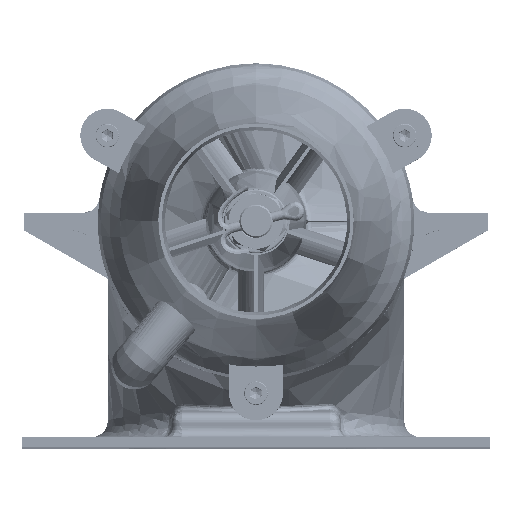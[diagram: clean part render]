
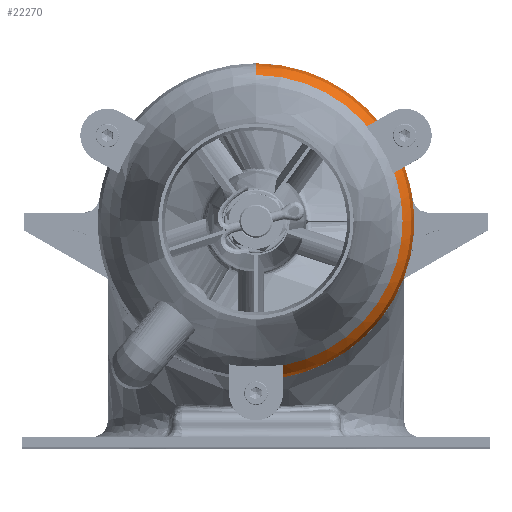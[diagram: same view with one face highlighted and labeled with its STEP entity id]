
A CAD part, top view. The second image highlights one B-rep face of the part: STEP entity #22270.
In plain terms, the highlighted free-form (B-spline) face has degree [2, 2] with [5, 3] control points.
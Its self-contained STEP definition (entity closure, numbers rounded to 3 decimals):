
#21858 = VERTEX_POINT('',#21859);
#21859 = CARTESIAN_POINT('',(-0.002,46.725,
    43.622));
#21864 = EDGE_CURVE('',#21865,#21858,#21867,.T.);
#21865 = VERTEX_POINT('',#21866);
#21866 = CARTESIAN_POINT('',(-0.002,50.322,
    51.481));
#21867 = ( BOUNDED_CURVE() B_SPLINE_CURVE(2,(#21868,#21869,#21870),
.UNSPECIFIED.,.F.,.F.) B_SPLINE_CURVE_WITH_KNOTS((3,3),(5.425,
6.283),.PIECEWISE_BEZIER_KNOTS.) CURVE() 
GEOMETRIC_REPRESENTATION_ITEM() RATIONAL_B_SPLINE_CURVE((1.,
0.909,1.)) REPRESENTATION_ITEM('') );
#21868 = CARTESIAN_POINT('',(-0.002,50.322,
    51.481));
#21869 = CARTESIAN_POINT('',(-0.002,46.725,
    48.375));
#21870 = CARTESIAN_POINT('',(-0.002,46.725,
    43.622));
#22068 = VERTEX_POINT('',#22069);
#22069 = CARTESIAN_POINT('',(-0.002,140.722,
    51.481));
#22075 = EDGE_CURVE('',#22076,#22068,#22078,.T.);
#22076 = VERTEX_POINT('',#22077);
#22077 = CARTESIAN_POINT('',(-0.002,144.319,
    43.622));
#22078 = ( BOUNDED_CURVE() B_SPLINE_CURVE(2,(#22079,#22080,#22081),
.UNSPECIFIED.,.F.,.F.) B_SPLINE_CURVE_WITH_KNOTS((3,3),(0.,
0.859),.PIECEWISE_BEZIER_KNOTS.) CURVE() 
GEOMETRIC_REPRESENTATION_ITEM() RATIONAL_B_SPLINE_CURVE((1.,
0.909,1.)) REPRESENTATION_ITEM('') );
#22079 = CARTESIAN_POINT('',(-0.002,144.319,
    43.622));
#22080 = CARTESIAN_POINT('',(-0.002,144.319,
    48.375));
#22081 = CARTESIAN_POINT('',(-0.002,140.722,
    51.481));
#22250 = EDGE_CURVE('',#22076,#21858,#22251,.T.);
#22251 = ( BOUNDED_CURVE() B_SPLINE_CURVE(2,(#22252,#22253,#22254,#22255
,#22256),.UNSPECIFIED.,.F.,.F.) B_SPLINE_CURVE_WITH_KNOTS((3,2,3),(0.,
1.571,3.142),.PIECEWISE_BEZIER_KNOTS.) CURVE() 
GEOMETRIC_REPRESENTATION_ITEM() RATIONAL_B_SPLINE_CURVE((1.,
0.707,1.,0.707,1.)) REPRESENTATION_ITEM('') );
#22252 = CARTESIAN_POINT('',(-0.002,144.319,
    43.622));
#22253 = CARTESIAN_POINT('',(48.796,144.319,
    43.622));
#22254 = CARTESIAN_POINT('',(48.796,95.522,
    43.622));
#22255 = CARTESIAN_POINT('',(48.796,46.725,
    43.622));
#22256 = CARTESIAN_POINT('',(-0.002,46.725,
    43.622));
#22270 = ADVANCED_FACE('',(#22271),#22284,.T.);
#22271 = FACE_BOUND('',#22272,.T.);
#22272 = EDGE_LOOP('',(#22273,#22274,#22282,#22283));
#22273 = ORIENTED_EDGE('',*,*,#22075,.T.);
#22274 = ORIENTED_EDGE('',*,*,#22275,.T.);
#22275 = EDGE_CURVE('',#22068,#21865,#22276,.T.);
#22276 = ( BOUNDED_CURVE() B_SPLINE_CURVE(2,(#22277,#22278,#22279,#22280
,#22281),.UNSPECIFIED.,.F.,.F.) B_SPLINE_CURVE_WITH_KNOTS((3,2,3),(0.,
1.571,3.142),.PIECEWISE_BEZIER_KNOTS.) CURVE() 
GEOMETRIC_REPRESENTATION_ITEM() RATIONAL_B_SPLINE_CURVE((1.,
0.707,1.,0.707,1.)) REPRESENTATION_ITEM('') );
#22277 = CARTESIAN_POINT('',(-0.002,140.722,
    51.481));
#22278 = CARTESIAN_POINT('',(45.199,140.722,
    51.481));
#22279 = CARTESIAN_POINT('',(45.199,95.522,
    51.481));
#22280 = CARTESIAN_POINT('',(45.199,50.322,
    51.481));
#22281 = CARTESIAN_POINT('',(-0.002,50.322,
    51.481));
#22282 = ORIENTED_EDGE('',*,*,#21864,.T.);
#22283 = ORIENTED_EDGE('',*,*,#22250,.F.);
#22284 = ( BOUNDED_SURFACE() B_SPLINE_SURFACE(2,2,(
    (#22285,#22286,#22287)
    ,(#22288,#22289,#22290)
    ,(#22291,#22292,#22293)
    ,(#22294,#22295,#22296)
    ,(#22297,#22298,#22299
)),.UNSPECIFIED.,.F.,.F.,.F.) B_SPLINE_SURFACE_WITH_KNOTS((3,2,3),(3,3),
  (-1.571,0.,1.571),(0.,0.859),
.PIECEWISE_BEZIER_KNOTS.) GEOMETRIC_REPRESENTATION_ITEM() 
RATIONAL_B_SPLINE_SURFACE((
    (1.,0.909,1.)
    ,(0.707,0.643,0.707)
    ,(1.,0.909,1.)
    ,(0.707,0.643,0.707)
,(1.,0.909,1.))) REPRESENTATION_ITEM('') SURFACE() );
#22285 = CARTESIAN_POINT('',(-0.002,46.725,
    43.622));
#22286 = CARTESIAN_POINT('',(-0.002,46.725,
    48.375));
#22287 = CARTESIAN_POINT('',(-0.002,50.322,
    51.481));
#22288 = CARTESIAN_POINT('',(48.796,46.725,
    43.622));
#22289 = CARTESIAN_POINT('',(48.796,46.725,
    48.375));
#22290 = CARTESIAN_POINT('',(45.199,50.322,
    51.481));
#22291 = CARTESIAN_POINT('',(48.796,95.522,
    43.622));
#22292 = CARTESIAN_POINT('',(48.796,95.522,
    48.375));
#22293 = CARTESIAN_POINT('',(45.199,95.522,
    51.481));
#22294 = CARTESIAN_POINT('',(48.796,144.319,
    43.622));
#22295 = CARTESIAN_POINT('',(48.796,144.319,
    48.375));
#22296 = CARTESIAN_POINT('',(45.199,140.722,
    51.481));
#22297 = CARTESIAN_POINT('',(-0.002,144.319,
    43.622));
#22298 = CARTESIAN_POINT('',(-0.002,144.319,
    48.375));
#22299 = CARTESIAN_POINT('',(-0.002,140.722,
    51.481));
